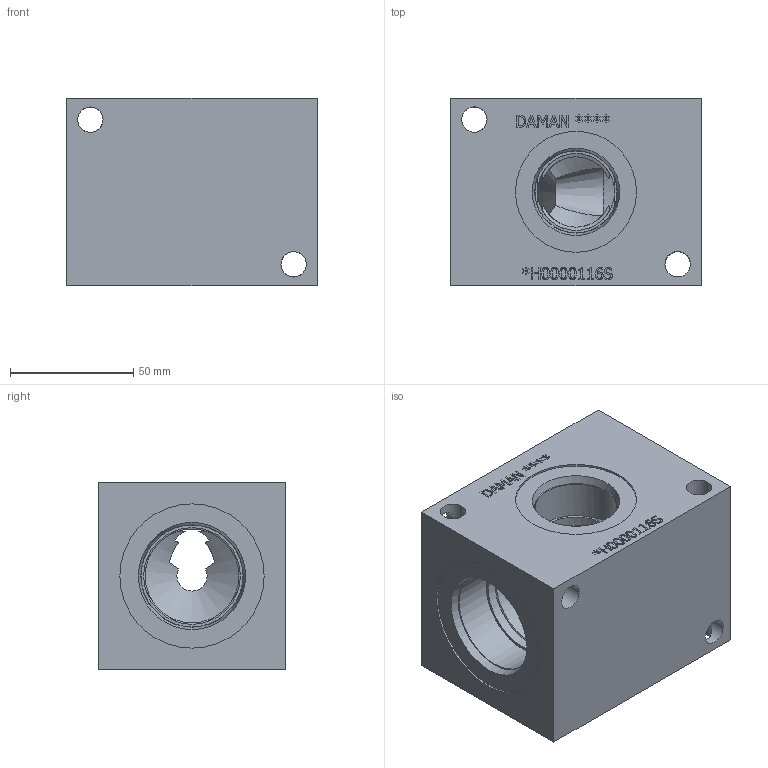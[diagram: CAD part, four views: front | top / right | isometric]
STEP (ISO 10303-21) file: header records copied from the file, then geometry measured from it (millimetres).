
FILE_DESCRIPTION(/* description */ (''),/* implementation_level */ '2;1');
FILE_NAME(/* name */ '_H0000116S.stp',/* time_stamp */ '2022-06-06T08:34:55-04:00',/* author */ ('bobbyh'),/* organization */ (''),/* preprocessor_version */ 'ST-DEVELOPER v18',/* originating_system */ 'Autodesk Inventor 2020',/* authorisation */ '');
FILE_SCHEMA (('AUTOMOTIVE_DESIGN { 1 0 10303 214 3 1 1 }'));
Length unit declared in the file: millimetre
Products named in the file (1): Part_+H0000116S_3D
Bounding box: 101.6 x 76.2 x 76.2 mm (x, y, z)
Volume: 436589.7 mm3; surface area: 62011.3 mm2
Topology: 1 solids, 1 shells, 351 faces, 964 edges, 642 vertices
Faces by surface type: plane 219, bspline 93, cylinder 25, cone 14
Full cylindrical faces by diameter (mm): 10.312 x8, 33.34 x1, 33.757 x1, 38.1 x2, 39.218 x2, 41.275 x1, 41.28 x1, 41.758 x1, 43.51 x1, 49.124 x1, 58.572 x2
Entity records: 11985 total; most frequent: CARTESIAN_POINT 3300, ORIENTED_EDGE 1928, DIRECTION 1350, EDGE_CURVE 964, LINE 674, VECTOR 674, VERTEX_POINT 642, EDGE_LOOP 394
